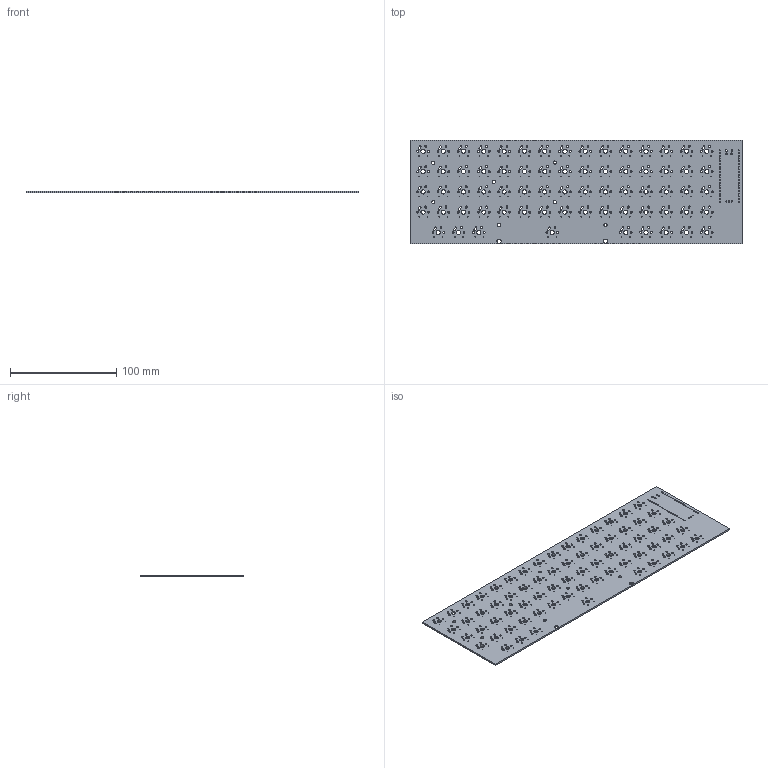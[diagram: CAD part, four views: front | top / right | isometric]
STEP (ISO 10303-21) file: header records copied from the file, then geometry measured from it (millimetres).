
FILE_DESCRIPTION(('KiCad electronic assembly'),'2;1');
FILE_NAME('ModuDeck Keyboard.step','2025-06-02T21:52:12',('Pcbnew'),( 'Kicad'),'Open CASCADE STEP processor 7.8','KiCad to STEP converter' ,'Unknown');
FILE_SCHEMA(('AUTOMOTIVE_DESIGN { 1 0 10303 214 1 1 1 1 }'));
Length unit declared in the file: millimetre
Products named in the file (2): ModuDeck Keyboard 1; OrangeDeck Keyboard_PCB
Assembly tree (1 placements, depth 2):
  ModuDeck Keyboard 1
    OrangeDeck Keyboard_PCB
Bounding box: 312.09 x 97.12 x 1.51 mm (x, y, z)
Volume: 42926.1 mm3; surface area: 62918.1 mm2
Topology: 1 solids, 1 shells, 959 faces, 2871 edges, 1914 vertices
Faces by surface type: cylinder 677, plane 282
Full cylindrical faces by diameter (mm): 0.7 x138, 1.02 x43, 1.5 x2, 1.702 x138, 1.8 x2, 3 x5, 3.048 x2, 3.988 x71
Entity records: 35152 total; most frequent: DIRECTION 6147, CARTESIAN_POINT 5746, ORIENTED_EDGE 5742, EDGE_CURVE 2871, AXIS2_PLACEMENT_3D 2315, FACE_BOUND 2037, EDGE_LOOP 2037, VERTEX_POINT 1914
